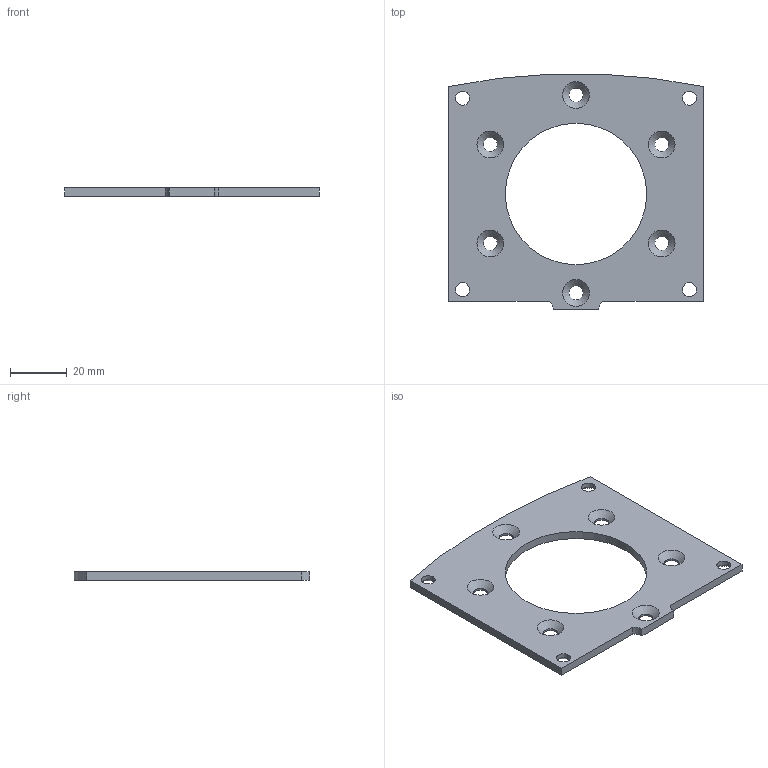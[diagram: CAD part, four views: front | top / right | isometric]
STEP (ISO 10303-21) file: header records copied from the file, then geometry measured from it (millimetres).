
FILE_DESCRIPTION(/* description */ (''),/* implementation_level */ '2;1');
FILE_NAME(/* name */ 'mrz-button-box v46.step',/* time_stamp */ '2025-08-26T20:48:44+02:00',/* author */ (''),/* organization */ (''),/* preprocessor_version */ 'ST-DEVELOPER v20.1',/* originating_system */ 'Autodesk Translation Framework v14.10.0.0',/* authorisation */ '');
FILE_SCHEMA (('AUTOMOTIVE_DESIGN { 1 0 10303 214 3 1 1 }'));
Length unit declared in the file: millimetre
Products named in the file (2): mrz-button-box; Anclaje qr
Assembly tree (1 placements, depth 2):
  mrz-button-box
    Anclaje qr
Bounding box: 90.14 x 83.4 x 3 mm (x, y, z)
Volume: 14683.7 mm3; surface area: 11864.5 mm2
Topology: 1 solids, 1 shells, 31 faces, 83 edges, 54 vertices
Faces by surface type: cylinder 14, cone 10, plane 7
Full cylindrical faces by diameter (mm): 5 x10, 50 x1
Entity records: 1086 total; most frequent: DIRECTION 195, CARTESIAN_POINT 171, ORIENTED_EDGE 166, EDGE_CURVE 83, AXIS2_PLACEMENT_3D 78, VERTEX_POINT 54, EDGE_LOOP 53, CIRCLE 44
